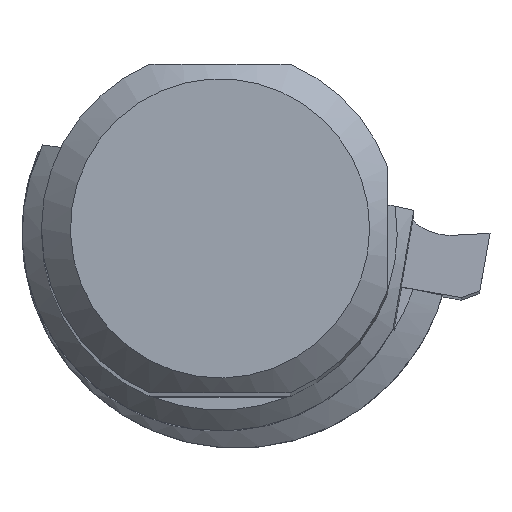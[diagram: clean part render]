
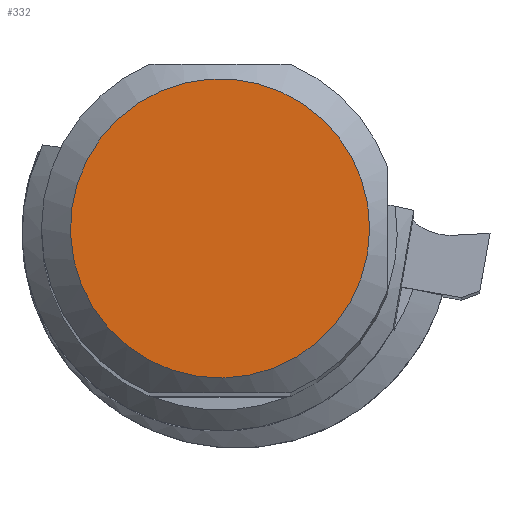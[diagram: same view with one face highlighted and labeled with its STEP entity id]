
A CAD part, top view. The second image highlights one B-rep face of the part: STEP entity #332.
In plain terms, the highlighted planar face has unit normal (0, 0, 1).
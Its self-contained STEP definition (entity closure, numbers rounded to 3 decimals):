
#332=ADVANCED_FACE('',(#440),#397,.T.);
#397=PLANE('',#1255);
#440=FACE_OUTER_BOUND('',#504,.T.);
#504=EDGE_LOOP('',(#570));
#570=ORIENTED_EDGE('',*,*,#1025,.T.);
#912=VERTEX_POINT('',#1710);
#1025=EDGE_CURVE('',#912,#912,#1196,.T.);
#1196=CIRCLE('',#1254,13.3);
#1254=AXIS2_PLACEMENT_3D('',#1709,#1372,#1373);
#1255=AXIS2_PLACEMENT_3D('',#1711,#1374,#1375);
#1372=DIRECTION('',(0.,0.,1.));
#1373=DIRECTION('',(1.,0.,0.));
#1374=DIRECTION('',(0.,0.,1.));
#1375=DIRECTION('',(1.,0.,0.));
#1709=CARTESIAN_POINT('',(0.,0.,189.3));
#1710=CARTESIAN_POINT('',(13.3,0.,189.3));
#1711=CARTESIAN_POINT('',(13.3,0.,189.3));
